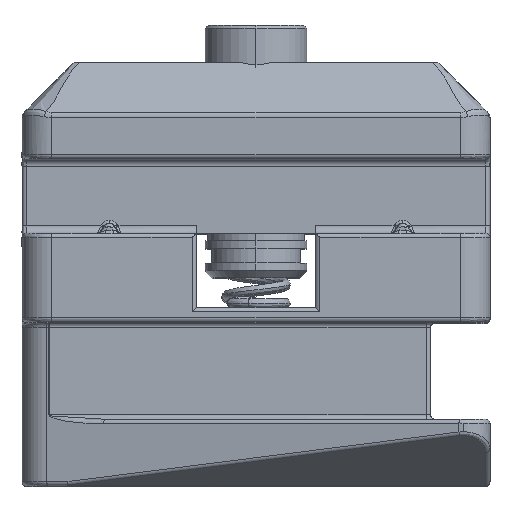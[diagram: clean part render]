
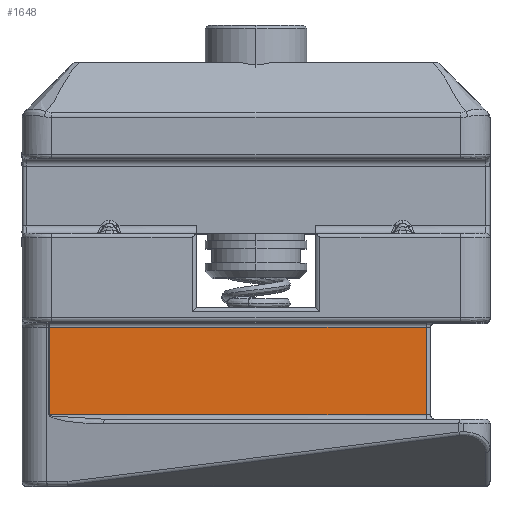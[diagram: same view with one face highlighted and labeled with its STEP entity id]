
A CAD part, top view. The second image highlights one B-rep face of the part: STEP entity #1648.
In plain terms, the highlighted planar face has unit normal (0, 0, 1).
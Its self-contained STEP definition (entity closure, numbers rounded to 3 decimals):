
#1648=ADVANCED_FACE('NONE',(#3574),#3575,.F.);
#3574=FACE_OUTER_BOUND('',#16547,.T.);
#3575=PLANE('',#16548);
#16547=EDGE_LOOP('',(#22931,#22932,#22933,#22934));
#16548=AXIS2_PLACEMENT_3D('',#22935,#22936,#22937);
#22931=ORIENTED_EDGE('',*,*,#26698,.F.);
#22932=ORIENTED_EDGE('',*,*,#26699,.F.);
#22933=ORIENTED_EDGE('',*,*,#26642,.T.);
#22934=ORIENTED_EDGE('',*,*,#26700,.F.);
#22935=CARTESIAN_POINT('',(-84.002,48.195,-26.163));
#22936=DIRECTION('',(0.0,0.0,-1.0));
#22937=DIRECTION('',(0.0,-1.0,0.0));
#26642=EDGE_CURVE('NONE',#29658,#29654,#29659,.T.);
#26698=EDGE_CURVE('NONE',#29750,#29751,#29752,.T.);
#26699=EDGE_CURVE('NONE',#29658,#29750,#29753,.T.);
#26700=EDGE_CURVE('NONE',#29751,#29654,#29754,.T.);
#29654=VERTEX_POINT('NONE',#36249);
#29658=VERTEX_POINT('NONE',#36253);
#29659=LINE('',#36254,#36255);
#29750=VERTEX_POINT('NONE',#36428);
#29751=VERTEX_POINT('NONE',#36429);
#29752=LINE('',#36430,#36431);
#29753=LINE('',#36432,#36433);
#29754=LINE('',#36434,#36435);
#36249=CARTESIAN_POINT('',(-113.639,47.895,-26.163));
#36253=CARTESIAN_POINT('',(-88.302,47.895,-26.163));
#36254=CARTESIAN_POINT('',(-84.002,47.895,-26.163));
#36255=VECTOR('',#40870,1000.0);
#36428=CARTESIAN_POINT('',(-88.302,41.995,-26.163));
#36429=CARTESIAN_POINT('',(-113.639,41.995,-26.163));
#36430=CARTESIAN_POINT('',(-84.002,41.995,-26.163));
#36431=VECTOR('',#40931,1000.0);
#36432=CARTESIAN_POINT('',(-88.302,48.195,-26.163));
#36433=VECTOR('',#40932,1000.0);
#36434=CARTESIAN_POINT('',(-113.639,48.195,-26.163));
#36435=VECTOR('',#40933,1000.0);
#40870=DIRECTION('',(-1.0,-0.0,-0.0));
#40931=DIRECTION('',(-1.0,0.0,-0.0));
#40932=DIRECTION('',(-0.0,-1.0,-0.0));
#40933=DIRECTION('',(0.0,1.0,0.0));
